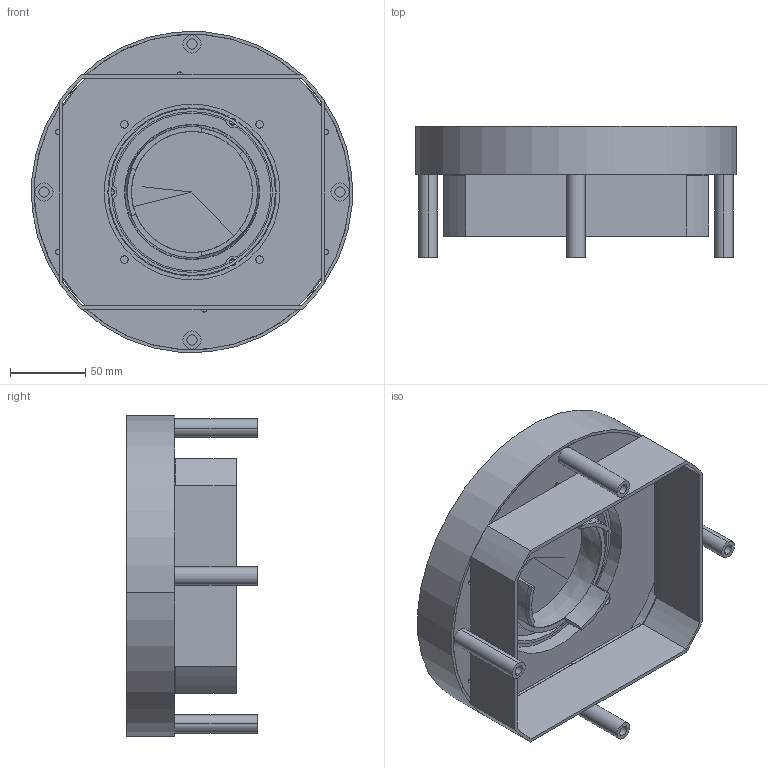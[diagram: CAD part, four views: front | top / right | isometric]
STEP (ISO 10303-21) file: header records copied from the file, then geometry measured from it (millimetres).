
FILE_DESCRIPTION((''),'2;1');
FILE_NAME('T-00969_ASM','2022-10-19T07:26:07',('letterg'),(''),'CREO PARAMETRIC BY PTC INC, 2022024','CREO PARAMETRIC BY PTC INC, 2022024','');
FILE_SCHEMA(('AUTOMOTIVE_DESIGN { 1 0 10303 214 1 1 1 1 }'));
Length unit declared in the file: millimetre
Products named in the file (18): T-00671; T-00672; T-00673; T-00675; T-00754_ASM; U09001; T-00595; T-00838_ASM; T-00664; T-00665; T-00748_ASM; T-00721GEN; T-00720GEN; T-G00076; T-00791GEN_ASM; T-00678; T-00898_ASM; T-00969_ASM
Assembly tree (21 placements, depth 4):
  T-00969_ASM
    T-00838_ASM
      T-00754_ASM
        T-00671
        T-00672
        T-00673  x2
        T-00675
      U09001  x4
      T-00595
    T-00898_ASM
      T-00748_ASM
        T-00664
        T-00665
      T-00791GEN_ASM
        T-00721GEN
        T-00720GEN
        T-G00076
      T-00678
Bounding box: 213.48 x 87 x 213.48 mm (x, y, z)
Volume: 504602.8 mm3; surface area: 324864.3 mm2
Topology: 16 solids, 16 shells, 242 faces, 571 edges, 371 vertices
Faces by surface type: cylinder 121, plane 111, cone 10
Full cylindrical faces by diameter (mm): 210 x1, 214 x1
Entity records: 7406 total; most frequent: DIRECTION 1148, CARTESIAN_POINT 1049, ORIENTED_EDGE 910, EDGE_CURVE 455, AXIS2_PLACEMENT_3D 445, VERTEX_POINT 295, VECTOR 258, LINE 258
